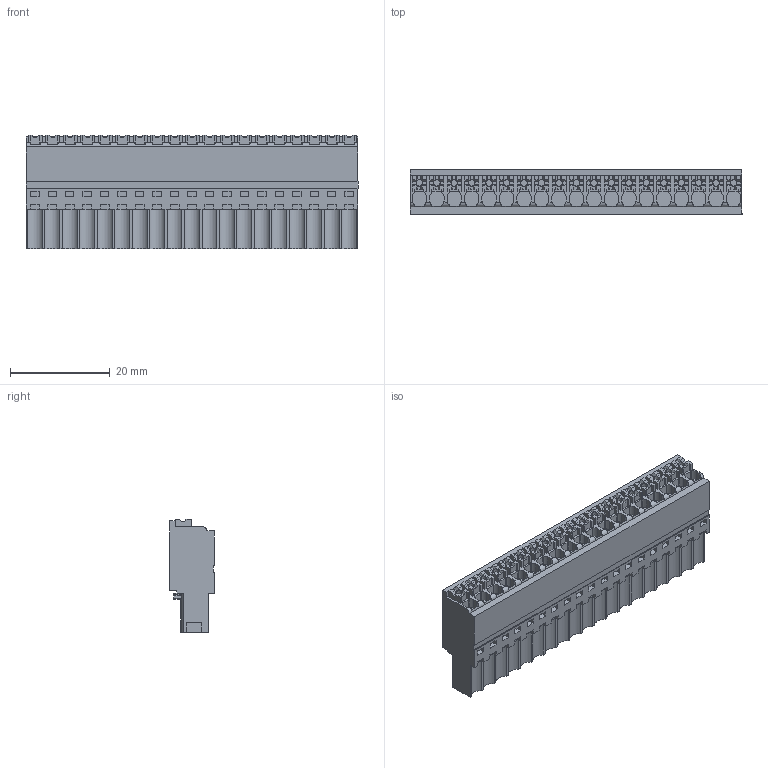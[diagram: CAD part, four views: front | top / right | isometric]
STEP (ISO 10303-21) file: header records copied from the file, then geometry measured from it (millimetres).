
FILE_DESCRIPTION(('CATIA V5R24 STEP','CAx-IF Rec.Pracs.--- Model Styling and Organization---1.2---2011-12-15'),'2;1');
FILE_NAME ('D1462522_0', '2018-01-11T13:39:22+00:00', ('Weidmueller Interface'), ('Weidmueller'), 'CATIA Version 5-6 Release 2014 SP4 HF52', 'CATIA V5 STEP AP214', 'none');
FILE_SCHEMA(('AUTOMOTIVE_DESIGN { 1 0 10303 214 1 1 1 1 }'));
Products named in the file (1): 2459220000
Bounding box: 66.54 x 9 x 22.7 mm (x, y, z)
Volume: 9730.8 mm3; surface area: 7753.1 mm2
Topology: 20 solids, 20 shells, 1768 faces, 5196 edges, 3506 vertices
Faces by surface type: plane 1615, cylinder 153
Entity records: 55872 total; most frequent: CARTESIAN_POINT 11611, ORIENTED_EDGE 10392, DIRECTION 6923, EDGE_CURVE 5196, VECTOR 4358, LINE 4358, VERTEX_POINT 3506, EDGE_LOOP 1844
